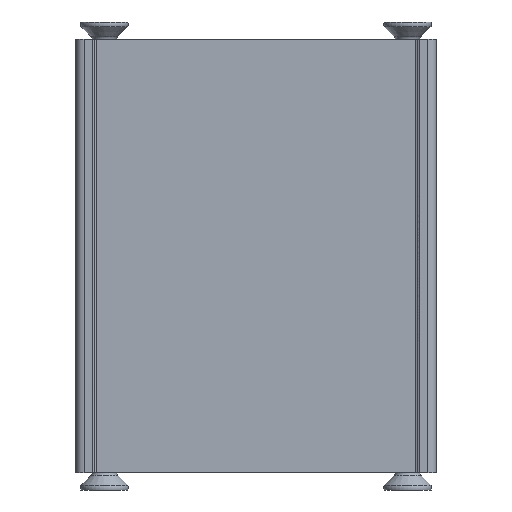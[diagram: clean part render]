
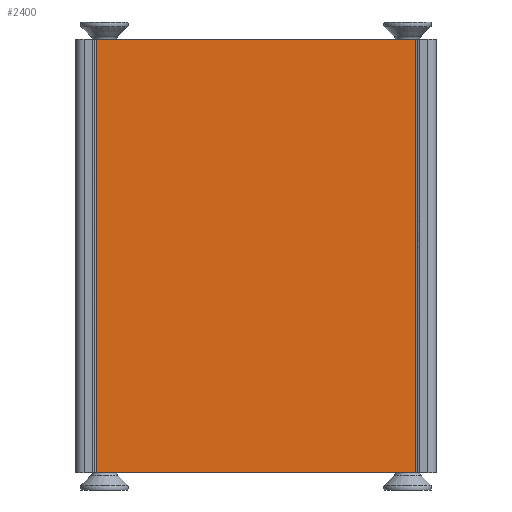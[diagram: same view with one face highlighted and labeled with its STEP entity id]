
A CAD part, front view. The second image highlights one B-rep face of the part: STEP entity #2400.
In plain terms, the highlighted planar face has unit normal (0, -1, 0).
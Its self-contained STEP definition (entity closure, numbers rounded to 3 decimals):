
#221=PLANE('',#2672);
#304=FACE_OUTER_BOUND('',#432,.T.);
#432=EDGE_LOOP('',(#1930,#1931,#1932,#1933));
#535=LINE('',#3544,#724);
#632=LINE('',#3815,#821);
#634=LINE('',#3821,#823);
#643=LINE('',#3841,#832);
#724=VECTOR('',#2874,36.9);
#821=VECTOR('',#3167,50.);
#823=VECTOR('',#3173,50.);
#832=VECTOR('',#3202,36.9);
#1053=VERTEX_POINT('',#3541);
#1054=VERTEX_POINT('',#3543);
#1130=VERTEX_POINT('',#3813);
#1131=VERTEX_POINT('',#3817);
#1294=EDGE_CURVE('',#1054,#1053,#535,.T.);
#1430=EDGE_CURVE('',#1130,#1053,#632,.T.);
#1433=EDGE_CURVE('',#1054,#1131,#634,.T.);
#1443=EDGE_CURVE('',#1130,#1131,#643,.T.);
#1930=ORIENTED_EDGE('',*,*,#1430,.F.);
#1931=ORIENTED_EDGE('',*,*,#1443,.T.);
#1932=ORIENTED_EDGE('',*,*,#1433,.F.);
#1933=ORIENTED_EDGE('',*,*,#1294,.T.);
#2400=ADVANCED_FACE('',(#304),#221,.T.);
#2672=AXIS2_PLACEMENT_3D('',#3840,#3200,#3201);
#2874=DIRECTION('',(1.,0.,0.));
#3167=DIRECTION('',(0.,0.,-1.));
#3173=DIRECTION('',(0.,0.,1.));
#3200=DIRECTION('center_axis',(0.,-1.,0.));
#3201=DIRECTION('ref_axis',(0.,0.,-1.));
#3202=DIRECTION('',(-1.,0.,0.));
#3541=CARTESIAN_POINT('',(18.45,-7.2,-25.));
#3543=CARTESIAN_POINT('',(-18.45,-7.2,-25.));
#3544=CARTESIAN_POINT('',(-18.45,-7.2,-25.));
#3813=CARTESIAN_POINT('',(18.45,-7.2,25.));
#3815=CARTESIAN_POINT('',(18.45,-7.2,25.));
#3817=CARTESIAN_POINT('',(-18.45,-7.2,25.));
#3821=CARTESIAN_POINT('',(-18.45,-7.2,-25.));
#3840=CARTESIAN_POINT('Origin',(-18.65,-7.2,0.));
#3841=CARTESIAN_POINT('',(18.45,-7.2,25.));
